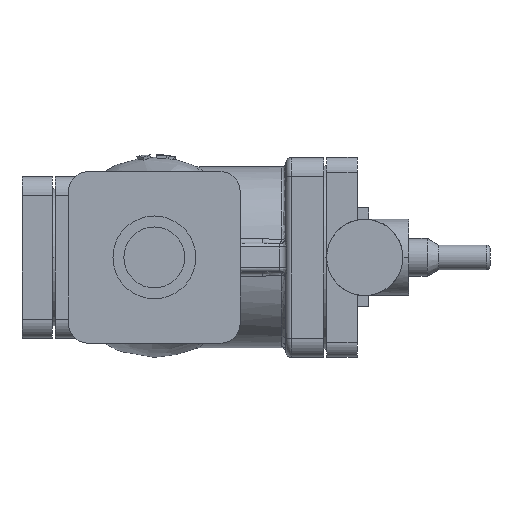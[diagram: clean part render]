
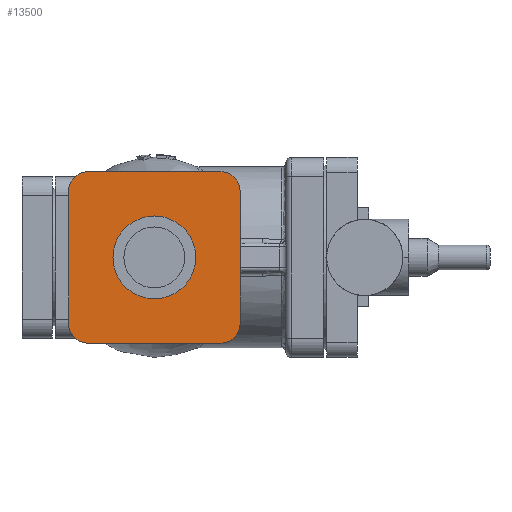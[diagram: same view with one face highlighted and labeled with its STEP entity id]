
A CAD part, left-side view. The second image highlights one B-rep face of the part: STEP entity #13500.
In plain terms, the highlighted face is planar.
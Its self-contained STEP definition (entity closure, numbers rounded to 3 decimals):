
#13227=CARTESIAN_POINT('',(-35.,35.,0.));
#13228=DIRECTION('',(0.,0.,-1.));
#13229=DIRECTION('',(-1.,0.,0.));
#13230=AXIS2_PLACEMENT_3D('',#13227,#13228,#13229);
#13232=DIRECTION('',(0.,-1.,0.));
#13233=VECTOR('',#13232,70.);
#13234=CARTESIAN_POINT('',(-45.,35.,0.));
#13235=LINE('',#13234,#13233);
#13236=CARTESIAN_POINT('',(-35.,-35.,0.));
#13237=DIRECTION('',(0.,0.,-1.));
#13238=DIRECTION('',(0.,-1.,0.));
#13239=AXIS2_PLACEMENT_3D('',#13236,#13237,#13238);
#13241=DIRECTION('',(1.,0.,0.));
#13242=VECTOR('',#13241,70.);
#13243=CARTESIAN_POINT('',(-35.,-45.,0.));
#13244=LINE('',#13243,#13242);
#13245=CARTESIAN_POINT('',(35.,-35.,0.));
#13246=DIRECTION('',(0.,0.,-1.));
#13247=DIRECTION('',(1.,0.,0.));
#13248=AXIS2_PLACEMENT_3D('',#13245,#13246,#13247);
#13250=DIRECTION('',(0.,1.,0.));
#13251=VECTOR('',#13250,70.);
#13252=CARTESIAN_POINT('',(45.,-35.,0.));
#13253=LINE('',#13252,#13251);
#13254=CARTESIAN_POINT('',(35.,35.,0.));
#13255=DIRECTION('',(0.,0.,-1.));
#13256=DIRECTION('',(0.,1.,0.));
#13257=AXIS2_PLACEMENT_3D('',#13254,#13255,#13256);
#13259=DIRECTION('',(-1.,0.,0.));
#13260=VECTOR('',#13259,70.);
#13261=CARTESIAN_POINT('',(35.,45.,0.));
#13262=LINE('',#13261,#13260);
#13263=CARTESIAN_POINT('',(0.,0.,0.));
#13264=DIRECTION('',(0.,0.,-1.));
#13265=DIRECTION('',(0.,1.,0.));
#13266=AXIS2_PLACEMENT_3D('',#13263,#13264,#13265);
#13268=CARTESIAN_POINT('',(0.,0.,0.));
#13269=DIRECTION('',(0.,0.,-1.));
#13270=DIRECTION('',(0.,-1.,0.));
#13271=AXIS2_PLACEMENT_3D('',#13268,#13269,#13270);
#13415=CARTESIAN_POINT('',(-45.,35.,0.));
#13416=CARTESIAN_POINT('',(-35.,45.,0.));
#13417=VERTEX_POINT('',#13415);
#13418=VERTEX_POINT('',#13416);
#13423=CARTESIAN_POINT('',(-35.,-45.,0.));
#13424=CARTESIAN_POINT('',(-45.,-35.,0.));
#13425=VERTEX_POINT('',#13423);
#13426=VERTEX_POINT('',#13424);
#13431=CARTESIAN_POINT('',(35.,45.,0.));
#13432=CARTESIAN_POINT('',(45.,35.,0.));
#13433=VERTEX_POINT('',#13431);
#13434=VERTEX_POINT('',#13432);
#13439=CARTESIAN_POINT('',(45.,-35.,0.));
#13440=CARTESIAN_POINT('',(35.,-45.,0.));
#13441=VERTEX_POINT('',#13439);
#13442=VERTEX_POINT('',#13440);
#13459=CARTESIAN_POINT('',(0.,21.75,0.));
#13460=CARTESIAN_POINT('',(0.,-21.75,0.));
#13461=VERTEX_POINT('',#13459);
#13462=VERTEX_POINT('',#13460);
#13471=CARTESIAN_POINT('',(0.,0.,0.));
#13472=DIRECTION('',(0.,0.,1.));
#13473=DIRECTION('',(1.,0.,0.));
#13474=AXIS2_PLACEMENT_3D('',#13471,#13472,#13473);
#13475=PLANE('',#13474);
#13477=ORIENTED_EDGE('',*,*,#13476,.F.);
#13479=ORIENTED_EDGE('',*,*,#13478,.T.);
#13481=ORIENTED_EDGE('',*,*,#13480,.F.);
#13483=ORIENTED_EDGE('',*,*,#13482,.T.);
#13485=ORIENTED_EDGE('',*,*,#13484,.F.);
#13487=ORIENTED_EDGE('',*,*,#13486,.T.);
#13489=ORIENTED_EDGE('',*,*,#13488,.F.);
#13491=ORIENTED_EDGE('',*,*,#13490,.T.);
#13492=EDGE_LOOP('',(#13477,#13479,#13481,#13483,#13485,#13487,#13489,#13491));
#13493=FACE_OUTER_BOUND('',#13492,.F.);
#13495=ORIENTED_EDGE('',*,*,#13494,.T.);
#13497=ORIENTED_EDGE('',*,*,#13496,.T.);
#13498=EDGE_LOOP('',(#13495,#13497));
#13499=FACE_BOUND('',#13498,.F.);
#13231=CIRCLE('',#13230,10.);
#13240=CIRCLE('',#13239,10.);
#13249=CIRCLE('',#13248,10.);
#13258=CIRCLE('',#13257,10.);
#13267=CIRCLE('',#13266,21.75);
#13272=CIRCLE('',#13271,21.75);
#13476=EDGE_CURVE('',#13417,#13418,#13231,.T.);
#13478=EDGE_CURVE('',#13417,#13426,#13235,.T.);
#13480=EDGE_CURVE('',#13425,#13426,#13240,.T.);
#13482=EDGE_CURVE('',#13425,#13442,#13244,.T.);
#13484=EDGE_CURVE('',#13441,#13442,#13249,.T.);
#13486=EDGE_CURVE('',#13441,#13434,#13253,.T.);
#13488=EDGE_CURVE('',#13433,#13434,#13258,.T.);
#13490=EDGE_CURVE('',#13433,#13418,#13262,.T.);
#13494=EDGE_CURVE('',#13461,#13462,#13267,.T.);
#13496=EDGE_CURVE('',#13462,#13461,#13272,.T.);
#13500=ADVANCED_FACE('',(#13493,#13499),#13475,.F.);
